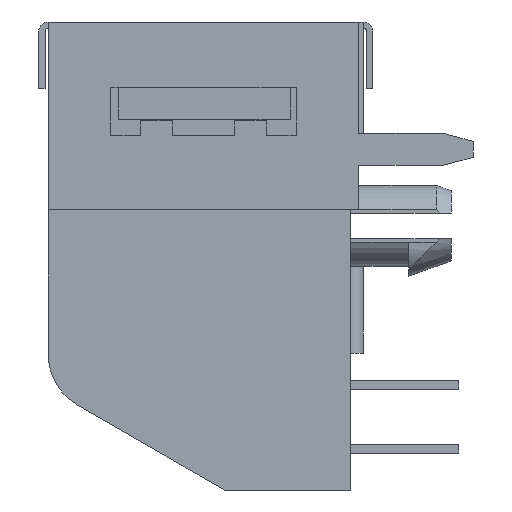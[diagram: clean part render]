
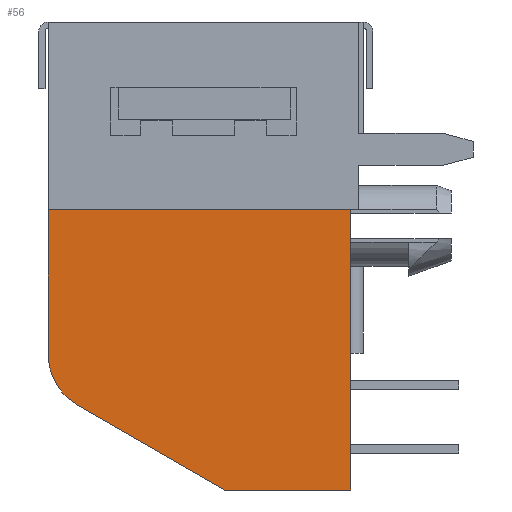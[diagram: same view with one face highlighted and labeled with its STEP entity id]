
A CAD part, left-side view. The second image highlights one B-rep face of the part: STEP entity #56.
In plain terms, the highlighted planar face has unit normal (-1, 0, 0).
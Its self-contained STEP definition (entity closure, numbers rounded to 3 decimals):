
#56=ADVANCED_FACE('',(#360),#361,.F.);
#360=FACE_OUTER_BOUND('',#977,.T.);
#361=PLANE('',#978);
#977=EDGE_LOOP('',(#1650,#1651,#1652,#1653,#1654,#1655));
#978=AXIS2_PLACEMENT_3D('',#1656,#1657,#1658);
#1650=ORIENTED_EDGE('',*,*,#4109,.F.);
#1651=ORIENTED_EDGE('',*,*,#4110,.F.);
#1652=ORIENTED_EDGE('',*,*,#4111,.F.);
#1653=ORIENTED_EDGE('',*,*,#4112,.F.);
#1654=ORIENTED_EDGE('',*,*,#4113,.F.);
#1655=ORIENTED_EDGE('',*,*,#4114,.T.);
#1656=CARTESIAN_POINT('',(-7.658,0.0,0.0));
#1657=DIRECTION('',(1.0,0.0,0.0));
#1658=DIRECTION('',(0.0,1.0,0.0));
#4109=EDGE_CURVE('',#4957,#4958,#4959,.T.);
#4110=EDGE_CURVE('',#4960,#4957,#4961,.T.);
#4111=EDGE_CURVE('',#4962,#4960,#4963,.T.);
#4112=EDGE_CURVE('',#4964,#4962,#4965,.T.);
#4113=EDGE_CURVE('',#4966,#4964,#4967,.T.);
#4114=EDGE_CURVE('',#4966,#4958,#4968,.T.);
#4957=VERTEX_POINT('',#6353);
#4958=VERTEX_POINT('',#6354);
#4959=LINE('',#6355,#6356);
#4960=VERTEX_POINT('',#6357);
#4961=CIRCLE('',#6358,2.337);
#4962=VERTEX_POINT('',#6359);
#4963=LINE('',#6360,#6361);
#4964=VERTEX_POINT('',#6362);
#4965=LINE('',#6363,#6364);
#4966=VERTEX_POINT('',#6365);
#4967=LINE('',#6366,#6367);
#4968=LINE('',#6368,#6369);
#6353=CARTESIAN_POINT('',(-7.658,6.287,-13.258));
#6354=CARTESIAN_POINT('',(-7.658,6.287,-7.488));
#6355=CARTESIAN_POINT('',(-7.658,6.287,-13.258));
#6356=VECTOR('',#8417,5.77);
#6357=CARTESIAN_POINT('',(-7.658,5.118,-15.281));
#6358=AXIS2_PLACEMENT_3D('',#8418,#8419,#8420);
#6359=CARTESIAN_POINT('',(-7.658,-0.749,-18.669));
#6360=CARTESIAN_POINT('',(-7.658,-0.749,-18.669));
#6361=VECTOR('',#8421,6.775);
#6362=CARTESIAN_POINT('',(-7.658,-5.779,-18.669));
#6363=CARTESIAN_POINT('',(-7.658,-5.779,-18.669));
#6364=VECTOR('',#8422,5.029);
#6365=CARTESIAN_POINT('',(-7.658,-5.779,-7.488));
#6366=CARTESIAN_POINT('',(-7.658,-5.779,-7.488));
#6367=VECTOR('',#8423,11.181);
#6368=CARTESIAN_POINT('',(-7.658,-5.779,-7.488));
#6369=VECTOR('',#8424,12.065);
#8417=DIRECTION('',(0.0,0.0,1.0));
#8418=CARTESIAN_POINT('',(-7.658,3.95,-13.258));
#8419=DIRECTION('',(1.0,0.0,0.0));
#8420=DIRECTION('',(0.0,0.5,-0.866));
#8421=DIRECTION('',(0.0,0.866,0.5));
#8422=DIRECTION('',(0.0,1.0,0.0));
#8423=DIRECTION('',(0.0,0.0,-1.0));
#8424=DIRECTION('',(0.0,1.0,0.0));
